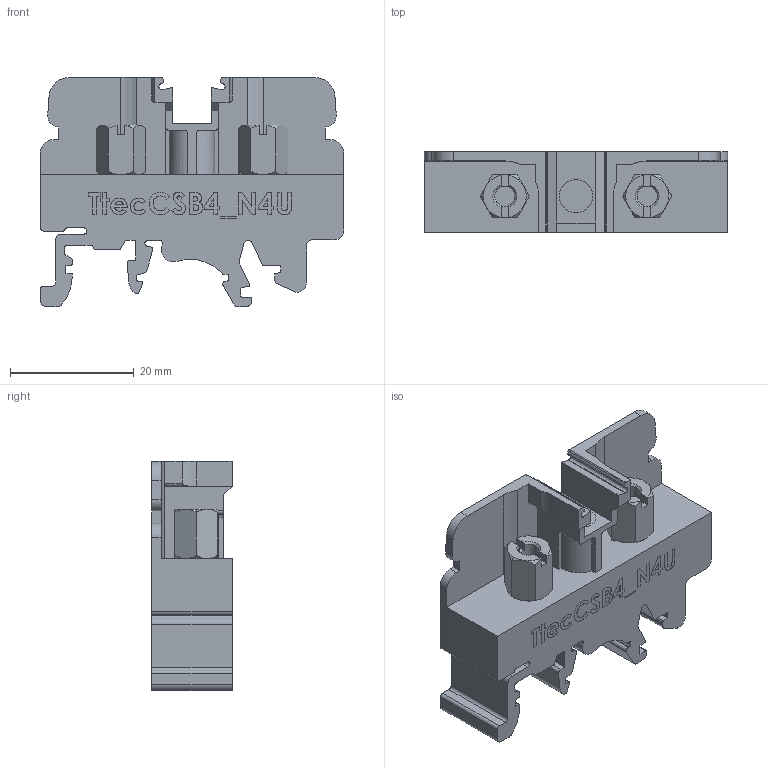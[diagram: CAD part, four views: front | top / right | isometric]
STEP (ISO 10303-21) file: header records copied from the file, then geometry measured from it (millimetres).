
FILE_DESCRIPTION (( 'STEP AP214' ), '1' );
FILE_NAME ('TtecCSB4_N4U.STEP', '2020-07-03T12:27:38', ( '' ), ( '' ), 'SwSTEP 2.0', 'SolidWorks 2020', '' );
FILE_SCHEMA (( 'AUTOMOTIVE_DESIGN' ));
Length unit declared in the file: millimetre
Products named in the file (1): TtecCSB4_N4U
Bounding box: 49 x 13.02 x 37 mm (x, y, z)
Surface area: 7145 mm2 (no closed solid volume)
Topology: 0 solids, 31 shells, 708 faces, 1910 edges, 1265 vertices
Faces by surface type: plane 421, cylinder 147, bspline 104, cone 36
Entity records: 34308 total; most frequent: CARTESIAN_POINT 10978, ORIENTED_EDGE 3820, DIRECTION 3177, EDGE_CURVE 1910, LINE 1303, VECTOR 1303, VERTEX_POINT 1265, AXIS2_PLACEMENT_3D 937
